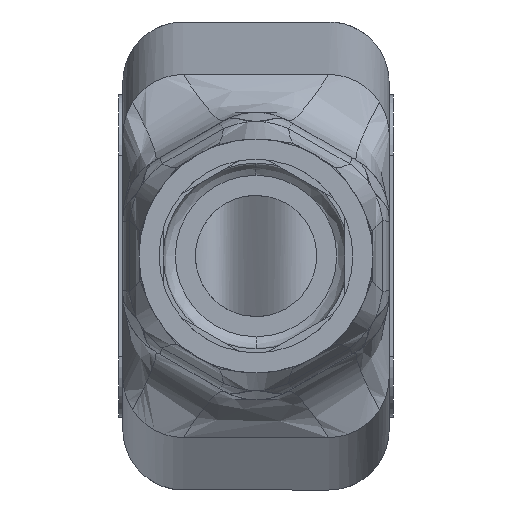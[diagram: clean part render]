
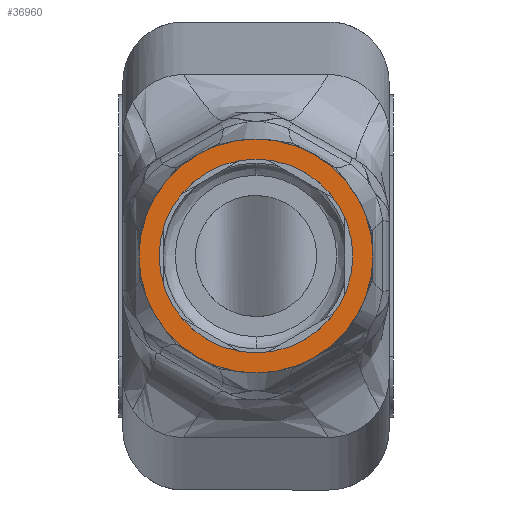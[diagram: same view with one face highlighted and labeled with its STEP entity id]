
A CAD part, left-side view. The second image highlights one B-rep face of the part: STEP entity #36960.
In plain terms, the highlighted planar face has unit normal (-1, 0, 0).
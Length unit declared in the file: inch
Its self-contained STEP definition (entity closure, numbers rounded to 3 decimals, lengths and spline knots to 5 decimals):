
#241 = CARTESIAN_POINT ( 'NONE',  ( -0.35433, 0.08661, 0. ) ) ;
#1483 = AXIS2_PLACEMENT_3D ( 'NONE', #241, #18761, #31803 ) ;
#3757 = AXIS2_PLACEMENT_3D ( 'NONE', #43389, #6928, #57314 ) ;
#6227 = VERTEX_POINT ( 'NONE', #13399 ) ;
#6928 = DIRECTION ( 'NONE',  ( 1., 0., 0. ) ) ;
#9644 = VERTEX_POINT ( 'NONE', #37894 ) ;
#11001 = EDGE_LOOP ( 'NONE', ( #48431, #41151 ) ) ;
#11089 = CARTESIAN_POINT ( 'NONE',  ( -0.35433, 0.08661, 0.09449 ) ) ;
#12182 = CIRCLE ( 'NONE', #23815, 0.09449 ) ;
#12274 = FACE_BOUND ( 'NONE', #19367, .T. ) ;
#12867 = FACE_OUTER_BOUND ( 'NONE', #11001, .T. ) ;
#13399 = CARTESIAN_POINT ( 'NONE',  ( -0.35433, 0.08661, -0.11417 ) ) ;
#14358 = DIRECTION ( 'NONE',  ( 0., 0., -1. ) ) ;
#14498 = CARTESIAN_POINT ( 'NONE',  ( -0.35433, 0.08661, 0.11417 ) ) ;
#15254 = CARTESIAN_POINT ( 'NONE',  ( -0.35433, 0.08661, 0. ) ) ;
#16567 = AXIS2_PLACEMENT_3D ( 'NONE', #15254, #33752, #52288 ) ;
#17712 = PLANE ( 'NONE',  #30303 ) ;
#18761 = DIRECTION ( 'NONE',  ( 1., 0., 0. ) ) ;
#19156 = EDGE_CURVE ( 'NONE', #58523, #6227, #42785, .T. ) ;
#19367 = EDGE_LOOP ( 'NONE', ( #47598, #59445 ) ) ;
#19904 = CIRCLE ( 'NONE', #1483, 0.11417 ) ;
#22650 = EDGE_CURVE ( 'NONE', #9644, #36822, #12182, .T. ) ;
#23815 = AXIS2_PLACEMENT_3D ( 'NONE', #50242, #50537, #26260 ) ;
#26260 = DIRECTION ( 'NONE',  ( 0., 0., -1. ) ) ;
#30303 = AXIS2_PLACEMENT_3D ( 'NONE', #33168, #55639, #14358 ) ;
#31803 = DIRECTION ( 'NONE',  ( 0., 0., -1. ) ) ;
#32560 = EDGE_CURVE ( 'NONE', #36822, #9644, #35762, .T. ) ;
#33168 = CARTESIAN_POINT ( 'NONE',  ( -0.35433, 0.08661, 0. ) ) ;
#33752 = DIRECTION ( 'NONE',  ( 1., 0., 0. ) ) ;
#35762 = CIRCLE ( 'NONE', #3757, 0.09449 ) ;
#36822 = VERTEX_POINT ( 'NONE', #11089 ) ;
#36960 = ADVANCED_FACE ( 'NONE', ( #12867, #12274 ), #17712, .T. ) ;
#37894 = CARTESIAN_POINT ( 'NONE',  ( -0.35433, 0.08661, -0.09449 ) ) ;
#40382 = EDGE_CURVE ( 'NONE', #6227, #58523, #19904, .T. ) ;
#41151 = ORIENTED_EDGE ( 'NONE', *, *, #19156, .F. ) ;
#42785 = CIRCLE ( 'NONE', #16567, 0.11417 ) ;
#43389 = CARTESIAN_POINT ( 'NONE',  ( -0.35433, 0.08661, 0. ) ) ;
#47598 = ORIENTED_EDGE ( 'NONE', *, *, #22650, .T. ) ;
#48431 = ORIENTED_EDGE ( 'NONE', *, *, #40382, .F. ) ;
#50242 = CARTESIAN_POINT ( 'NONE',  ( -0.35433, 0.08661, 0. ) ) ;
#50537 = DIRECTION ( 'NONE',  ( 1., 0., 0. ) ) ;
#52288 = DIRECTION ( 'NONE',  ( 0., 0., -1. ) ) ;
#55639 = DIRECTION ( 'NONE',  ( -1., 0., 0. ) ) ;
#57314 = DIRECTION ( 'NONE',  ( 0., 0., -1. ) ) ;
#58523 = VERTEX_POINT ( 'NONE', #14498 ) ;
#59445 = ORIENTED_EDGE ( 'NONE', *, *, #32560, .T. ) ;
